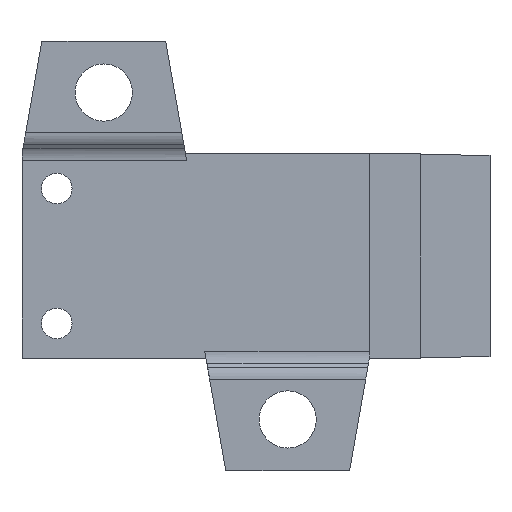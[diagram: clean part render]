
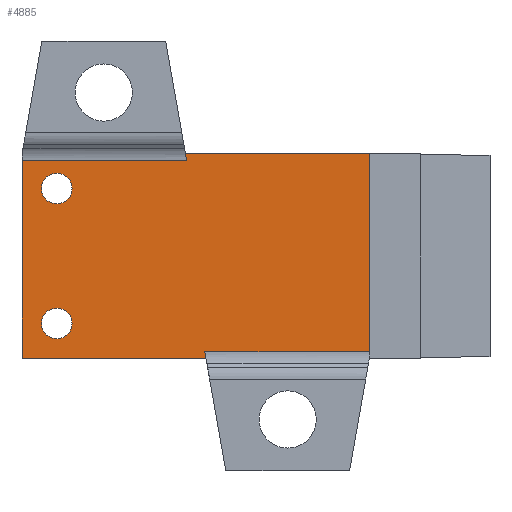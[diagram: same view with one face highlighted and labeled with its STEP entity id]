
A CAD part, front view. The second image highlights one B-rep face of the part: STEP entity #4885.
In plain terms, the highlighted planar face has unit normal (0, -1, 0).
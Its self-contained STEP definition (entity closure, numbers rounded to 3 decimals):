
#798 = CARTESIAN_POINT ( 'NONE',  ( -1.7, -1., -4.05 ) ) ;
#799 = CARTESIAN_POINT ( 'NONE',  ( -1.7, -1., -2.55 ) ) ;
#800 = DIRECTION ( 'NONE',  ( 0., 0., -1. ) ) ;
#801 = DIRECTION ( 'NONE',  ( 0., -1., 0. ) ) ;
#817 = CARTESIAN_POINT ( 'NONE',  ( -1.7, -1., -3.3 ) ) ;
#818 = AXIS2_PLACEMENT_3D ( 'NONE', #817, #801, #800 ) ;
#819 = CIRCLE ( 'NONE', #818, 0.75 ) ;
#826 = CARTESIAN_POINT ( 'NONE',  ( -1.7, -1., 2.55 ) ) ;
#827 = CARTESIAN_POINT ( 'NONE',  ( -1.7, -1., 4.05 ) ) ;
#828 = DIRECTION ( 'NONE',  ( 0., 0., -1. ) ) ;
#829 = DIRECTION ( 'NONE',  ( 0., -1., 0. ) ) ;
#830 = CARTESIAN_POINT ( 'NONE',  ( -1.7, -1., 3.3 ) ) ;
#831 = AXIS2_PLACEMENT_3D ( 'NONE', #830, #829, #828 ) ;
#832 = CIRCLE ( 'NONE', #831, 0.75 ) ;
#1102 = DIRECTION ( 'NONE',  ( 0., 0., -1. ) ) ;
#1103 = DIRECTION ( 'NONE',  ( 0., -1., 0. ) ) ;
#1104 = CARTESIAN_POINT ( 'NONE',  ( -17., -1., -5. ) ) ;
#1105 = AXIS2_PLACEMENT_3D ( 'NONE', #1104, #1103, #1102 ) ;
#1106 = PLANE ( 'NONE',  #1105 ) ;
#1107 = FACE_OUTER_BOUND ( 'NONE', #5326, .T. ) ;
#1108 = FACE_BOUND ( 'NONE', #5322, .T. ) ;
#1109 = FACE_BOUND ( 'NONE', #4886, .T. ) ;
#1197 = DIRECTION ( 'NONE',  ( 0., 0., -1. ) ) ;
#1198 = CARTESIAN_POINT ( 'NONE',  ( -17., -1., -5. ) ) ;
#1199 = LINE ( 'NONE', #1198, #1310 ) ;
#1200 = CARTESIAN_POINT ( 'NONE',  ( -17., -1., 4.685 ) ) ;
#1201 = DIRECTION ( 'NONE',  ( -1., 0., 0. ) ) ;
#1202 = VECTOR ( 'NONE', #1201, 1000. ) ;
#1203 = CARTESIAN_POINT ( 'NONE',  ( -17., -1., 4.685 ) ) ;
#1204 = LINE ( 'NONE', #1203, #1202 ) ;
#1228 = DIRECTION ( 'NONE',  ( 0., 0., -1. ) ) ;
#1229 = VECTOR ( 'NONE', #1228, 1000. ) ;
#1230 = CARTESIAN_POINT ( 'NONE',  ( 0., -1., -5. ) ) ;
#1231 = LINE ( 'NONE', #1230, #1229 ) ;
#1232 = CARTESIAN_POINT ( 'NONE',  ( 0., -1., -4.685 ) ) ;
#1265 = CARTESIAN_POINT ( 'NONE',  ( -8.944, -1., 4.685 ) ) ;
#1266 = DIRECTION ( 'NONE',  ( 0.174, 0., -0.985 ) ) ;
#1267 = VECTOR ( 'NONE', #1266, 1000. ) ;
#1268 = CARTESIAN_POINT ( 'NONE',  ( -7.531, -1., -3.33 ) ) ;
#1269 = LINE ( 'NONE', #1268, #1267 ) ;
#1270 = CARTESIAN_POINT ( 'NONE',  ( 0., -1., 5. ) ) ;
#1271 = DIRECTION ( 'NONE',  ( 1., 0., 0. ) ) ;
#1272 = VECTOR ( 'NONE', #1271, 1000. ) ;
#1273 = CARTESIAN_POINT ( 'NONE',  ( -17., -1., 5. ) ) ;
#1274 = LINE ( 'NONE', #1273, #1272 ) ;
#1304 = CARTESIAN_POINT ( 'NONE',  ( -8., -1., -5. ) ) ;
#1305 = DIRECTION ( 'NONE',  ( 1., 0., 0. ) ) ;
#1306 = VECTOR ( 'NONE', #1305, 1000. ) ;
#1307 = CARTESIAN_POINT ( 'NONE',  ( -17., -1., -5. ) ) ;
#1308 = LINE ( 'NONE', #1307, #1306 ) ;
#1309 = CARTESIAN_POINT ( 'NONE',  ( -17., -1., -5. ) ) ;
#1310 = VECTOR ( 'NONE', #1197, 1000. ) ;
#2974 = DIRECTION ( 'NONE',  ( 1., 0., 0. ) ) ;
#2975 = VECTOR ( 'NONE', #2974, 1000. ) ;
#2976 = CARTESIAN_POINT ( 'NONE',  ( 0., -1., -4.685 ) ) ;
#2977 = LINE ( 'NONE', #2976, #2975 ) ;
#2983 = CARTESIAN_POINT ( 'NONE',  ( -8.056, -1., -4.685 ) ) ;
#2984 = DIRECTION ( 'NONE',  ( -0.174, 0., 0.985 ) ) ;
#2985 = VECTOR ( 'NONE', #2984, 1000. ) ;
#2987 = CARTESIAN_POINT ( 'NONE',  ( -8.271, -1., -3.461 ) ) ;
#2989 = LINE ( 'NONE', #2987, #2985 ) ;
#3035 = DIRECTION ( 'NONE',  ( 0., 0., -1. ) ) ;
#3036 = DIRECTION ( 'NONE',  ( 0., -1., 0. ) ) ;
#3042 = CARTESIAN_POINT ( 'NONE',  ( -1.7, -1., 3.3 ) ) ;
#3043 = AXIS2_PLACEMENT_3D ( 'NONE', #3042, #3036, #3035 ) ;
#3044 = CARTESIAN_POINT ( 'NONE',  ( -9., -1., 5. ) ) ;
#3050 = CIRCLE ( 'NONE', #3054, 0.75 ) ;
#3052 = DIRECTION ( 'NONE',  ( 0., -1., 0. ) ) ;
#3053 = CARTESIAN_POINT ( 'NONE',  ( -1.7, -1., -3.3 ) ) ;
#3054 = AXIS2_PLACEMENT_3D ( 'NONE', #3053, #3052, #3085 ) ;
#3063 = CIRCLE ( 'NONE', #3043, 0.75 ) ;
#3085 = DIRECTION ( 'NONE',  ( 0., 0., -1. ) ) ;
#4730 = EDGE_CURVE ( 'NONE', #4731, #4732, #819, .T. ) ;
#4731 = VERTEX_POINT ( 'NONE', #799 ) ;
#4732 = VERTEX_POINT ( 'NONE', #798 ) ;
#4747 = EDGE_CURVE ( 'NONE', #4748, #4749, #832, .T. ) ;
#4748 = VERTEX_POINT ( 'NONE', #827 ) ;
#4749 = VERTEX_POINT ( 'NONE', #826 ) ;
#4885 = ADVANCED_FACE ( 'NONE', ( #1109, #1108, #1107 ), #1106, .T. ) ;
#4886 = EDGE_LOOP ( 'NONE', ( #5319, #5320 ) ) ;
#4959 = EDGE_CURVE ( 'NONE', #5327, #4960, #1274, .T. ) ;
#4960 = VERTEX_POINT ( 'NONE', #1270 ) ;
#4961 = ORIENTED_EDGE ( 'NONE', *, *, #4962, .T. ) ;
#4962 = EDGE_CURVE ( 'NONE', #5327, #4963, #1269, .T. ) ;
#4963 = VERTEX_POINT ( 'NONE', #1265 ) ;
#4964 = ORIENTED_EDGE ( 'NONE', *, *, #4965, .T. ) ;
#4965 = EDGE_CURVE ( 'NONE', #4963, #4966, #1204, .T. ) ;
#4966 = VERTEX_POINT ( 'NONE', #1200 ) ;
#4967 = ORIENTED_EDGE ( 'NONE', *, *, #4968, .T. ) ;
#4968 = EDGE_CURVE ( 'NONE', #4966, #4969, #1199, .T. ) ;
#4969 = VERTEX_POINT ( 'NONE', #1309 ) ;
#4970 = ORIENTED_EDGE ( 'NONE', *, *, #4971, .T. ) ;
#4971 = EDGE_CURVE ( 'NONE', #4969, #4972, #1308, .T. ) ;
#4972 = VERTEX_POINT ( 'NONE', #1304 ) ;
#4987 = VERTEX_POINT ( 'NONE', #1232 ) ;
#4988 = ORIENTED_EDGE ( 'NONE', *, *, #4989, .F. ) ;
#4989 = EDGE_CURVE ( 'NONE', #4960, #4987, #1231, .T. ) ;
#5319 = ORIENTED_EDGE ( 'NONE', *, *, #4730, .F. ) ;
#5320 = ORIENTED_EDGE ( 'NONE', *, *, #5321, .F. ) ;
#5321 = EDGE_CURVE ( 'NONE', #4732, #4731, #3050, .T. ) ;
#5322 = EDGE_LOOP ( 'NONE', ( #5323, #5324 ) ) ;
#5323 = ORIENTED_EDGE ( 'NONE', *, *, #4747, .F. ) ;
#5324 = ORIENTED_EDGE ( 'NONE', *, *, #5325, .F. ) ;
#5325 = EDGE_CURVE ( 'NONE', #4749, #4748, #3063, .T. ) ;
#5326 = EDGE_LOOP ( 'NONE', ( #5514, #4961, #4964, #4967, #4970, #5348, #5351, #4988 ) ) ;
#5327 = VERTEX_POINT ( 'NONE', #3044 ) ;
#5348 = ORIENTED_EDGE ( 'NONE', *, *, #5349, .T. ) ;
#5349 = EDGE_CURVE ( 'NONE', #4972, #5350, #2989, .T. ) ;
#5350 = VERTEX_POINT ( 'NONE', #2983 ) ;
#5351 = ORIENTED_EDGE ( 'NONE', *, *, #5352, .T. ) ;
#5352 = EDGE_CURVE ( 'NONE', #5350, #4987, #2977, .T. ) ;
#5514 = ORIENTED_EDGE ( 'NONE', *, *, #4959, .F. ) ;
